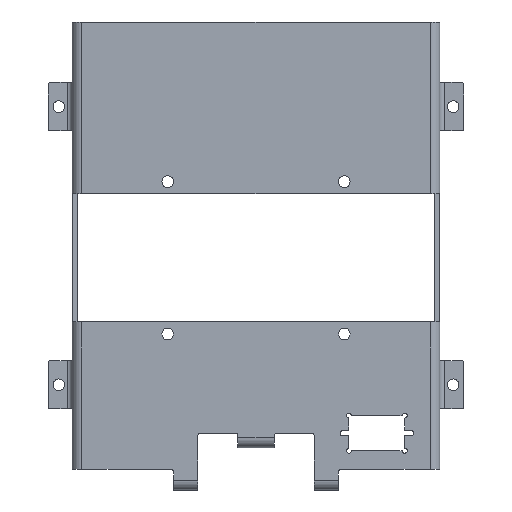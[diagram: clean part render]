
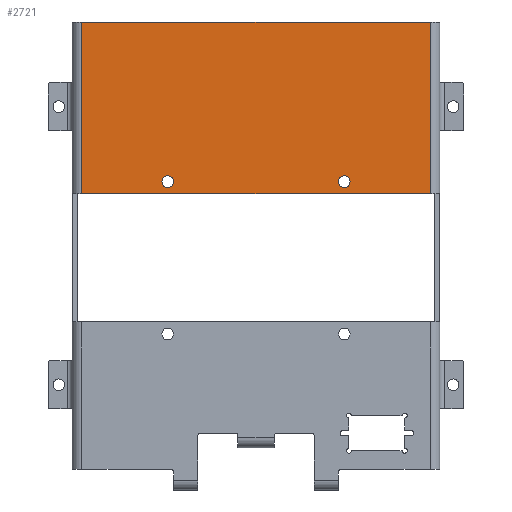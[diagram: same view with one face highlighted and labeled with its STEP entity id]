
A CAD part, front view. The second image highlights one B-rep face of the part: STEP entity #2721.
In plain terms, the highlighted planar face has unit normal (0, -1, 0).
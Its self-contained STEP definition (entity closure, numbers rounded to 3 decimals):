
#160 = DIRECTION ( 'NONE',  ( 0., 0., -1. ) ) ;
#171 = VECTOR ( 'NONE', #1501, 1000. ) ;
#253 = EDGE_LOOP ( 'NONE', ( #6035, #7607 ) ) ;
#590 = CARTESIAN_POINT ( 'NONE',  ( 36.5, -2., -66. ) ) ;
#629 = CARTESIAN_POINT ( 'NONE',  ( 36.5, -2., -68.395 ) ) ;
#779 = PLANE ( 'NONE',  #5738 ) ;
#813 = CARTESIAN_POINT ( 'NONE',  ( -36.5, -2., -66. ) ) ;
#1037 = VECTOR ( 'NONE', #2985, 1000. ) ;
#1443 = FACE_BOUND ( 'NONE', #1887, .T. ) ;
#1477 = CARTESIAN_POINT ( 'NONE',  ( 72., -2., -71. ) ) ;
#1486 = FACE_OUTER_BOUND ( 'NONE', #8589, .T. ) ;
#1501 = DIRECTION ( 'NONE',  ( 1., 0., 0. ) ) ;
#1505 = VECTOR ( 'NONE', #8183, 1000. ) ;
#1718 = CARTESIAN_POINT ( 'NONE',  ( -72., -2., -185. ) ) ;
#1847 = LINE ( 'NONE', #1718, #1951 ) ;
#1887 = EDGE_LOOP ( 'NONE', ( #7030, #4921 ) ) ;
#1932 = CARTESIAN_POINT ( 'NONE',  ( -72., -2., 0. ) ) ;
#1951 = VECTOR ( 'NONE', #5156, 1000. ) ;
#2105 = VERTEX_POINT ( 'NONE', #2269 ) ;
#2129 = CARTESIAN_POINT ( 'NONE',  ( 36.5, -2., -63.605 ) ) ;
#2142 = DIRECTION ( 'NONE',  ( 0., 0., -1. ) ) ;
#2172 = LINE ( 'NONE', #4869, #171 ) ;
#2269 = CARTESIAN_POINT ( 'NONE',  ( -36.5, -2., -63.605 ) ) ;
#2633 = VERTEX_POINT ( 'NONE', #1932 ) ;
#2707 = ORIENTED_EDGE ( 'NONE', *, *, #5956, .T. ) ;
#2719 = AXIS2_PLACEMENT_3D ( 'NONE', #590, #6109, #7344 ) ;
#2721 = ADVANCED_FACE ( 'NONE', ( #1443, #4757, #1486 ), #779, .T. ) ;
#2759 = LINE ( 'NONE', #2895, #1505 ) ;
#2815 = EDGE_CURVE ( 'NONE', #7534, #7429, #5258, .T. ) ;
#2862 = AXIS2_PLACEMENT_3D ( 'NONE', #5104, #5844, #6551 ) ;
#2895 = CARTESIAN_POINT ( 'NONE',  ( 72., -2., -185. ) ) ;
#2935 = VERTEX_POINT ( 'NONE', #6505 ) ;
#2985 = DIRECTION ( 'NONE',  ( -1., 0., 0. ) ) ;
#2996 = EDGE_CURVE ( 'NONE', #7793, #2105, #3568, .T. ) ;
#3038 = CARTESIAN_POINT ( 'NONE',  ( 36.5, -2., -66. ) ) ;
#3080 = EDGE_CURVE ( 'NONE', #7429, #7534, #6517, .T. ) ;
#3568 = CIRCLE ( 'NONE', #2862, 2.395 ) ;
#3797 = EDGE_CURVE ( 'NONE', #2633, #8093, #2172, .T. ) ;
#3987 = AXIS2_PLACEMENT_3D ( 'NONE', #3038, #7000, #8239 ) ;
#4426 = CARTESIAN_POINT ( 'NONE',  ( -36.5, -2., -68.395 ) ) ;
#4757 = FACE_BOUND ( 'NONE', #253, .T. ) ;
#4869 = CARTESIAN_POINT ( 'NONE',  ( -74., -2., 0. ) ) ;
#4921 = ORIENTED_EDGE ( 'NONE', *, *, #2996, .F. ) ;
#5104 = CARTESIAN_POINT ( 'NONE',  ( -36.5, -2., -66. ) ) ;
#5156 = DIRECTION ( 'NONE',  ( 0., 0., 1. ) ) ;
#5258 = CIRCLE ( 'NONE', #3987, 2.395 ) ;
#5266 = AXIS2_PLACEMENT_3D ( 'NONE', #813, #6374, #2142 ) ;
#5627 = ORIENTED_EDGE ( 'NONE', *, *, #8468, .F. ) ;
#5738 = AXIS2_PLACEMENT_3D ( 'NONE', #6161, #7451, #160 ) ;
#5844 = DIRECTION ( 'NONE',  ( 0., -1., 0. ) ) ;
#5936 = CARTESIAN_POINT ( 'NONE',  ( 72., -2., 0. ) ) ;
#5956 = EDGE_CURVE ( 'NONE', #8577, #8093, #2759, .T. ) ;
#6035 = ORIENTED_EDGE ( 'NONE', *, *, #2815, .F. ) ;
#6109 = DIRECTION ( 'NONE',  ( 0., -1., 0. ) ) ;
#6161 = CARTESIAN_POINT ( 'NONE',  ( -74., -2., -185. ) ) ;
#6237 = ORIENTED_EDGE ( 'NONE', *, *, #6546, .F. ) ;
#6256 = CIRCLE ( 'NONE', #5266, 2.395 ) ;
#6335 = LINE ( 'NONE', #1477, #1037 ) ;
#6374 = DIRECTION ( 'NONE',  ( 0., -1., 0. ) ) ;
#6505 = CARTESIAN_POINT ( 'NONE',  ( -72., -2., -71. ) ) ;
#6517 = CIRCLE ( 'NONE', #2719, 2.395 ) ;
#6541 = CARTESIAN_POINT ( 'NONE',  ( 72., -2., -71. ) ) ;
#6546 = EDGE_CURVE ( 'NONE', #2935, #2633, #1847, .T. ) ;
#6551 = DIRECTION ( 'NONE',  ( 0., 0., -1. ) ) ;
#7000 = DIRECTION ( 'NONE',  ( 0., -1., 0. ) ) ;
#7030 = ORIENTED_EDGE ( 'NONE', *, *, #8487, .F. ) ;
#7206 = ORIENTED_EDGE ( 'NONE', *, *, #3797, .F. ) ;
#7344 = DIRECTION ( 'NONE',  ( 0., 0., -1. ) ) ;
#7429 = VERTEX_POINT ( 'NONE', #629 ) ;
#7451 = DIRECTION ( 'NONE',  ( 0., -1., 0. ) ) ;
#7534 = VERTEX_POINT ( 'NONE', #2129 ) ;
#7607 = ORIENTED_EDGE ( 'NONE', *, *, #3080, .F. ) ;
#7793 = VERTEX_POINT ( 'NONE', #4426 ) ;
#8093 = VERTEX_POINT ( 'NONE', #5936 ) ;
#8183 = DIRECTION ( 'NONE',  ( 0., 0., 1. ) ) ;
#8239 = DIRECTION ( 'NONE',  ( 0., 0., -1. ) ) ;
#8468 = EDGE_CURVE ( 'NONE', #8577, #2935, #6335, .T. ) ;
#8487 = EDGE_CURVE ( 'NONE', #2105, #7793, #6256, .T. ) ;
#8577 = VERTEX_POINT ( 'NONE', #6541 ) ;
#8589 = EDGE_LOOP ( 'NONE', ( #6237, #5627, #2707, #7206 ) ) ;
